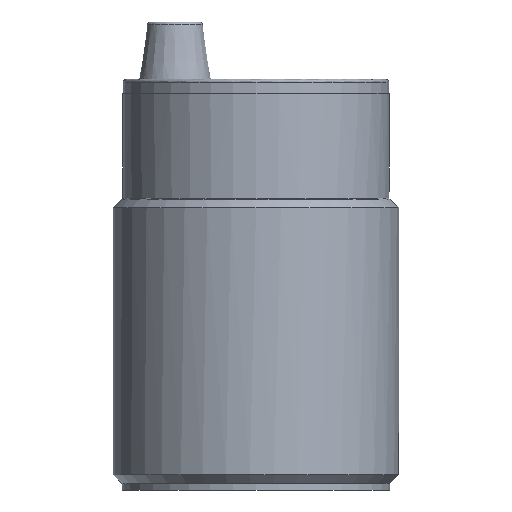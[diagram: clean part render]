
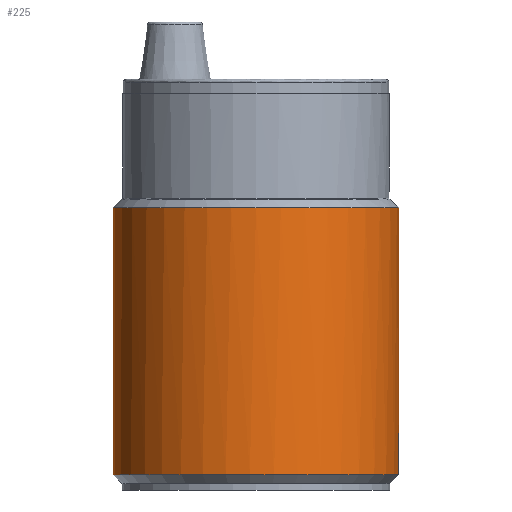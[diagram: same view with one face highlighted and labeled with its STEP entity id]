
A CAD part, front view. The second image highlights one B-rep face of the part: STEP entity #225.
In plain terms, the highlighted cylindrical face has radius 15 mm (diameter 30 mm), a full revolution.
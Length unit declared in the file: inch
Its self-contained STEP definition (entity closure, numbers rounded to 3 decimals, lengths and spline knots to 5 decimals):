
#15 = CYLINDRICAL_SURFACE ( 'NONE', #232, 0.59055 ) ;
#27 = EDGE_CURVE ( 'NONE', #295, #295, #75, .T. ) ;
#37 = AXIS2_PLACEMENT_3D ( 'NONE', #626, #255, #344 ) ;
#66 = FACE_OUTER_BOUND ( 'NONE', #283, .T. ) ;
#75 = CIRCLE ( 'NONE', #109, 0.59055 ) ;
#79 = DIRECTION ( 'NONE',  ( 0., 0., -1. ) ) ;
#109 = AXIS2_PLACEMENT_3D ( 'NONE', #487, #79, #448 ) ;
#177 = EDGE_LOOP ( 'NONE', ( #236 ) ) ;
#206 = CARTESIAN_POINT ( 'NONE',  ( -0.59055, 0., 1.14173 ) ) ;
#225 = ADVANCED_FACE ( 'NONE', ( #66, #395 ), #15, .T. ) ;
#232 = AXIS2_PLACEMENT_3D ( 'NONE', #440, #595, #656 ) ;
#236 = ORIENTED_EDGE ( 'NONE', *, *, #377, .F. ) ;
#255 = DIRECTION ( 'NONE',  ( 0., 0., -1. ) ) ;
#276 = VERTEX_POINT ( 'NONE', #593 ) ;
#283 = EDGE_LOOP ( 'NONE', ( #481 ) ) ;
#295 = VERTEX_POINT ( 'NONE', #206 ) ;
#330 = CIRCLE ( 'NONE', #37, 0.59055 ) ;
#344 = DIRECTION ( 'NONE',  ( 0.829, 0.559, 0. ) ) ;
#377 = EDGE_CURVE ( 'NONE', #276, #276, #330, .T. ) ;
#395 = FACE_OUTER_BOUND ( 'NONE', #177, .T. ) ;
#440 = CARTESIAN_POINT ( 'NONE',  ( 0., 0., 0. ) ) ;
#448 = DIRECTION ( 'NONE',  ( -1., 0., 0. ) ) ;
#481 = ORIENTED_EDGE ( 'NONE', *, *, #27, .T. ) ;
#487 = CARTESIAN_POINT ( 'NONE',  ( 0., 0., 1.14173 ) ) ;
#593 = CARTESIAN_POINT ( 'NONE',  ( 0.48963, 0.33017, 0.03937 ) ) ;
#595 = DIRECTION ( 'NONE',  ( 0., 0., -1. ) ) ;
#626 = CARTESIAN_POINT ( 'NONE',  ( 0., 0., 0.03937 ) ) ;
#656 = DIRECTION ( 'NONE',  ( -1., 0., 0. ) ) ;
